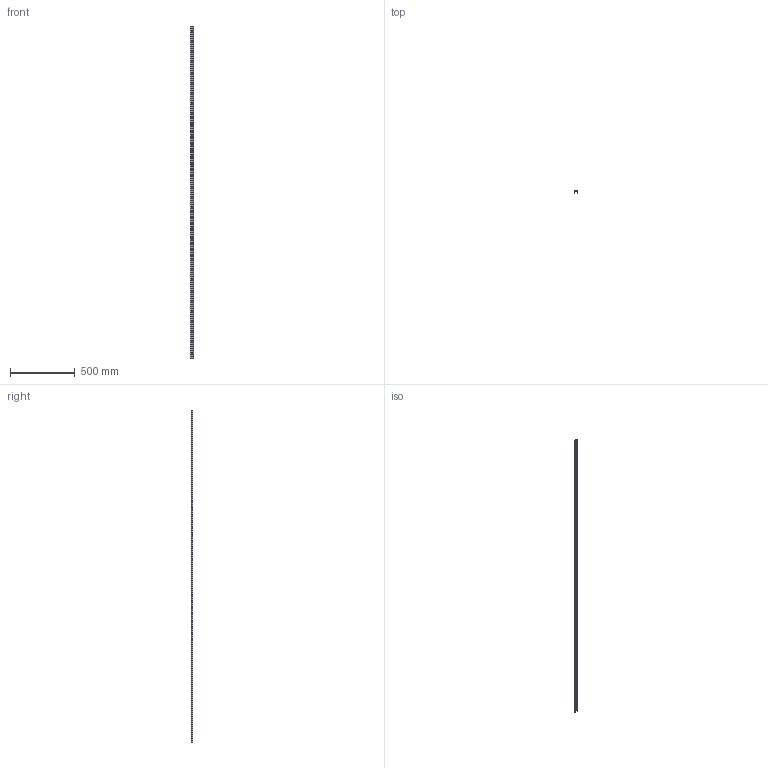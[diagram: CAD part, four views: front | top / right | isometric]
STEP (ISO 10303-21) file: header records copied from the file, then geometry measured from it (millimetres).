
FILE_DESCRIPTION (( 'STEP AP214' ), '1' );
FILE_NAME ('S-LBX 30-2560.STEP', '2023-11-14T11:26:06', ( '' ), ( '' ), 'SwSTEP 2.0', 'SolidWorks 2020', '' );
FILE_SCHEMA (( 'AUTOMOTIVE_DESIGN' ));
Length unit declared in the file: millimetre
Products named in the file (1): S-LBX 30-2560
Bounding box: 29.5 x 15 x 2560 mm (x, y, z)
Volume: 292877.1 mm3; surface area: 249204.9 mm2
Topology: 1 solids, 1 shells, 184 faces, 546 edges, 364 vertices
Faces by surface type: cylinder 106, plane 78
Entity records: 6404 total; most frequent: DIRECTION 1128, CARTESIAN_POINT 1095, ORIENTED_EDGE 1092, EDGE_CURVE 546, AXIS2_PLACEMENT_3D 397, VERTEX_POINT 364, VECTOR 334, LINE 334
